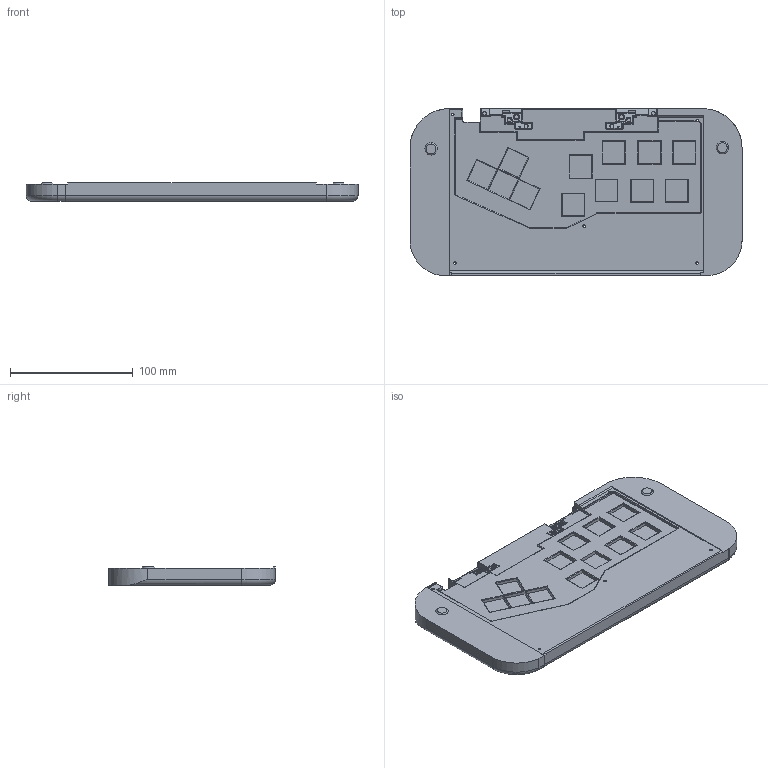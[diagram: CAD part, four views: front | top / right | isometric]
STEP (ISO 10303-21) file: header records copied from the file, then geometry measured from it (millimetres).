
FILE_DESCRIPTION(('HOOPS Exchange Step'),'2;1');
FILE_NAME('temp_export','2025-06-26T00:44:39-04:00',('bobwulff'),('Shapr3D Limited'),'HOOPS Exchange 2024.8','Shapr3D','Authorized');
FILE_SCHEMA( ('AP242_MANAGED_MODEL_BASED_3D_ENGINEERING_MIM_LF {1 0 10303 442 1 1 4}') );
Length unit declared in the file: millimetre
Products named in the file (2): Controller Shell; root
Assembly tree (1 placements, depth 2):
  root
    Controller Shell
Bounding box: 269.99 x 135.72 x 15 mm (x, y, z)
Volume: 417901.2 mm3; surface area: 91474.2 mm2
Topology: 4 solids, 4 shells, 548 faces, 1416 edges, 885 vertices
Faces by surface type: plane 272, cylinder 226, torus 28, sphere 11, cone 8, bspline 3
Full cylindrical faces by diameter (mm): 1 x2, 2 x4, 2.1 x1, 3.5 x6, 4 x5, 5.2 x2
Entity records: 17077 total; most frequent: CARTESIAN_POINT 3241, DIRECTION 2956, ORIENTED_EDGE 2808, EDGE_CURVE 1404, AXIS2_PLACEMENT_3D 1021, VECTOR 914, LINE 914, VERTEX_POINT 885
